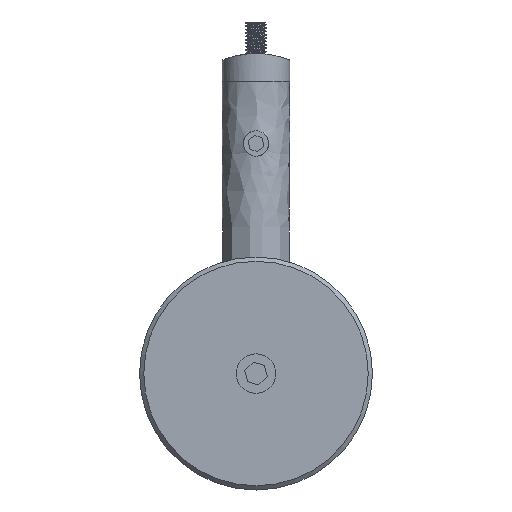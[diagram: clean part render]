
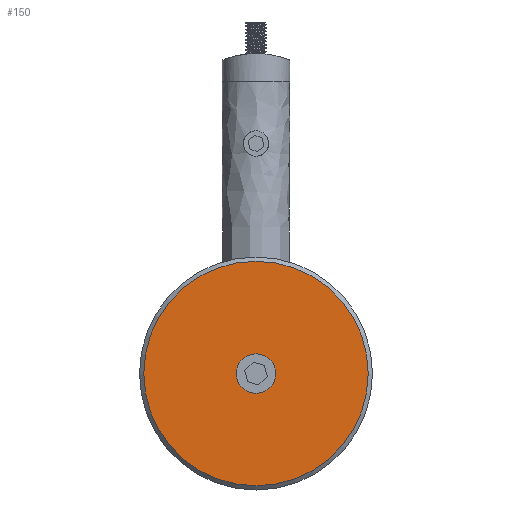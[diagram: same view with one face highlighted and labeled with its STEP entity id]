
A CAD part, left-side view. The second image highlights one B-rep face of the part: STEP entity #150.
In plain terms, the highlighted planar face has unit normal (-1, 0, 0).
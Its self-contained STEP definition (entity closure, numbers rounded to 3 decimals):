
#80=FACE_BOUND('',#254,.T.);
#81=FACE_BOUND('',#255,.T.);
#150=ADVANCED_FACE('',(#80,#81),#189,.T.);
#189=PLANE('',#817);
#254=EDGE_LOOP('',(#354));
#255=EDGE_LOOP('',(#355));
#354=ORIENTED_EDGE('',*,*,#549,.T.);
#355=ORIENTED_EDGE('',*,*,#550,.F.);
#483=VERTEX_POINT('',#5983);
#484=VERTEX_POINT('',#5985);
#549=EDGE_CURVE('',#483,#483,#609,.T.);
#550=EDGE_CURVE('',#484,#484,#610,.T.);
#609=CIRCLE('',#815,26.5);
#610=CIRCLE('',#816,4.653);
#815=AXIS2_PLACEMENT_3D('',#5982,#913,#914);
#816=AXIS2_PLACEMENT_3D('',#5984,#915,#916);
#817=AXIS2_PLACEMENT_3D('',#5986,#917,#918);
#913=DIRECTION('',(-1.,0.,0.));
#914=DIRECTION('',(0.,0.,1.));
#915=DIRECTION('',(-1.,0.,0.));
#916=DIRECTION('',(0.,0.,1.));
#917=DIRECTION('',(-1.,0.,0.));
#918=DIRECTION('',(0.,0.,1.));
#5982=CARTESIAN_POINT('',(-101.,0.,0.));
#5983=CARTESIAN_POINT('',(-101.,0.,26.5));
#5984=CARTESIAN_POINT('',(-101.,0.,0.));
#5985=CARTESIAN_POINT('',(-101.,0.,4.653));
#5986=CARTESIAN_POINT('',(-101.,0.,0.));
